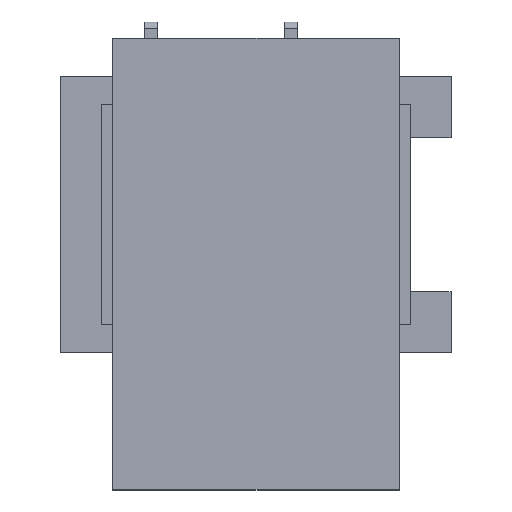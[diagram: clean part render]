
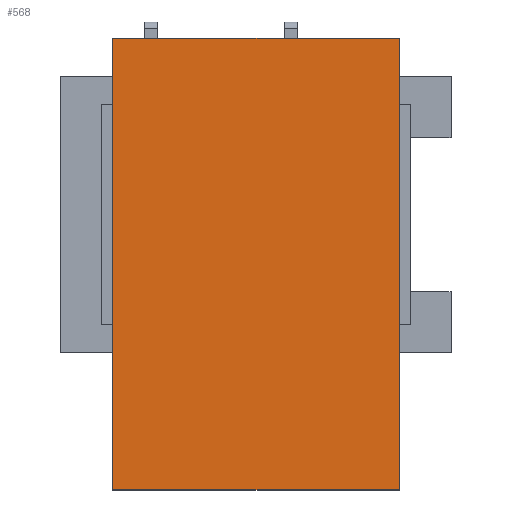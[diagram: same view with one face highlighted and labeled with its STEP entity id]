
A CAD part, top view. The second image highlights one B-rep face of the part: STEP entity #568.
In plain terms, the highlighted planar face has unit normal (0, 0, 1).
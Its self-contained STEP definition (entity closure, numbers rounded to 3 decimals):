
#568 = ADVANCED_FACE( '', ( #1206 ), #1207, .T. );
#1206 = FACE_OUTER_BOUND( '', #1928, .T. );
#1207 = PLANE( '', #1929 );
#1928 = EDGE_LOOP( '', ( #3465, #3466, #3467, #3468 ) );
#1929 = AXIS2_PLACEMENT_3D( '', #3469, #3470, #3471 );
#3465 = ORIENTED_EDGE( '', *, *, #4932, .T. );
#3466 = ORIENTED_EDGE( '', *, *, #5238, .T. );
#3467 = ORIENTED_EDGE( '', *, *, #5239, .T. );
#3468 = ORIENTED_EDGE( '', *, *, #5240, .T. );
#3469 = CARTESIAN_POINT( '', ( -2.6, -4.1, 0.5 ) );
#3470 = DIRECTION( '', ( 0., 0., 1. ) );
#3471 = DIRECTION( '', ( 1., 0., 0. ) );
#4932 = EDGE_CURVE( '', #6105, #6103, #6106, .T. );
#5238 = EDGE_CURVE( '', #6103, #6565, #6566, .T. );
#5239 = EDGE_CURVE( '', #6565, #6567, #6568, .T. );
#5240 = EDGE_CURVE( '', #6567, #6105, #6569, .T. );
#6103 = VERTEX_POINT( '', #7757 );
#6105 = VERTEX_POINT( '', #7760 );
#6106 = LINE( '', #7761, #7762 );
#6565 = VERTEX_POINT( '', #8444 );
#6566 = LINE( '', #8445, #8446 );
#6567 = VERTEX_POINT( '', #8447 );
#6568 = LINE( '', #8448, #8449 );
#6569 = LINE( '', #8450, #8451 );
#7757 = CARTESIAN_POINT( '', ( -2.6, -4.1, 0.5 ) );
#7760 = CARTESIAN_POINT( '', ( -2.6, 4.1, 0.5 ) );
#7761 = CARTESIAN_POINT( '', ( -2.6, 4.1, 0.5 ) );
#7762 = VECTOR( '', #9241, 1000. );
#8444 = CARTESIAN_POINT( '', ( 2.6, -4.1, 0.5 ) );
#8445 = CARTESIAN_POINT( '', ( -2.6, -4.1, 0.5 ) );
#8446 = VECTOR( '', #9513, 1000. );
#8447 = CARTESIAN_POINT( '', ( 2.6, 4.1, 0.5 ) );
#8448 = CARTESIAN_POINT( '', ( 2.6, -4.1, 0.5 ) );
#8449 = VECTOR( '', #9514, 1000. );
#8450 = CARTESIAN_POINT( '', ( 2.6, 4.1, 0.5 ) );
#8451 = VECTOR( '', #9515, 1000. );
#9241 = DIRECTION( '', ( 0., -1., 0. ) );
#9513 = DIRECTION( '', ( 1., 0., 0. ) );
#9514 = DIRECTION( '', ( 0., 1., 0. ) );
#9515 = DIRECTION( '', ( -1., 0., 0. ) );
